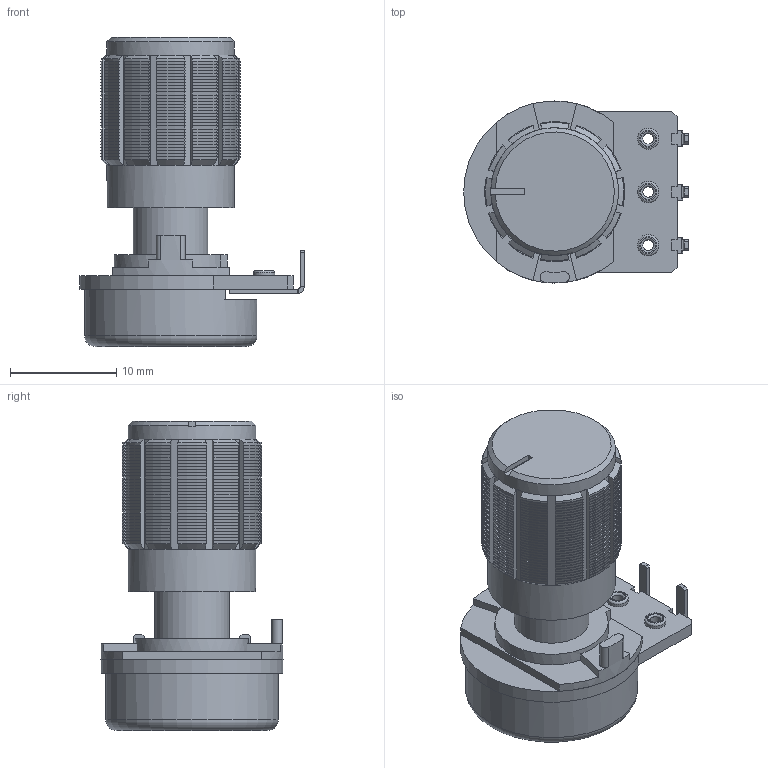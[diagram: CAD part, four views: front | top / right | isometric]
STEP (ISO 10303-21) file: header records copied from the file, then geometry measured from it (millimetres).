
FILE_DESCRIPTION(/* description */ (''),/* implementation_level */ '2;1');
FILE_NAME(/* name */ 'pot-reverse-mount.stp',/* time_stamp */ '2019-10-04T01:43:57-04:00',/* author */ ('Ishaan'),/* organization */ (''),/* preprocessor_version */ 'ST-DEVELOPER v18',/* originating_system */ 'Autodesk Inventor 2020',/* authorisation */ '');
FILE_SCHEMA (('AUTOMOTIVE_DESIGN { 1 0 10303 214 3 1 1 }'));
Products named in the file (3): Assembly2; POTENTIOMETER; Potentiometer knob
Assembly tree (2 placements, depth 2):
  Assembly2
    POTENTIOMETER
    Potentiometer knob
Bounding box: 21.1 x 17.1 x 29.03 mm (x, y, z)
Volume: 2681.3 mm3; surface area: 4168.5 mm2
Topology: 10 solids, 11 shells, 1142 faces, 3300 edges, 2190 vertices
Faces by surface type: plane 646, cone 424, cylinder 64, torus 8
Full cylindrical faces by diameter (mm): 1 x6, 1.45 x3, 1.5 x3, 2 x3, 4.5 x1, 4.6 x1, 5.5 x1, 6 x1, 7 x1, 7.449 x1, 11.763 x1, 12 x2, 15.6 x1, 16.2 x1
Entity records: 38073 total; most frequent: CARTESIAN_POINT 6841, ORIENTED_EDGE 6600, DIRECTION 6599, EDGE_CURVE 3300, AXIS2_PLACEMENT_3D 2230, VERTEX_POINT 2190, LINE 2139, VECTOR 2139
